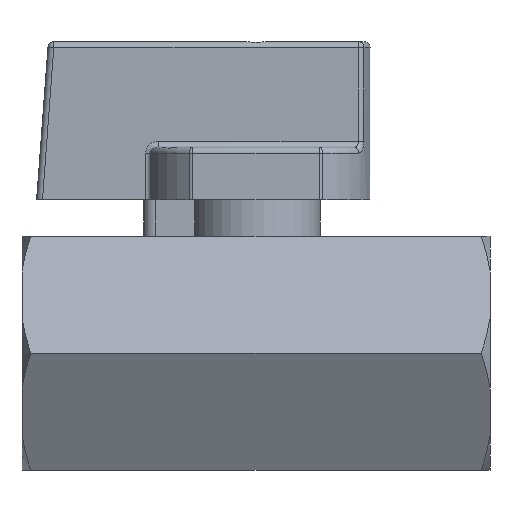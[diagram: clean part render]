
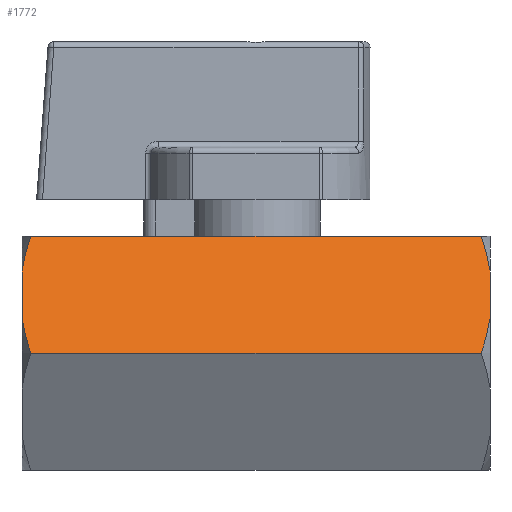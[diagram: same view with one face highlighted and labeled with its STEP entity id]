
A CAD part, left-side view. The second image highlights one B-rep face of the part: STEP entity #1772.
In plain terms, the highlighted planar face has unit normal (-0.866, 0, 0.5).
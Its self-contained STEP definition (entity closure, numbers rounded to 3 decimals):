
#58=B_SPLINE_CURVE_WITH_KNOTS('',3,(#2908,#2909,#2910,#2911),
 .UNSPECIFIED.,.F.,.F.,(4,4),(0.009,0.012),
 .UNSPECIFIED.);
#59=B_SPLINE_CURVE_WITH_KNOTS('',3,(#2913,#2914,#2915,#2916),
 .UNSPECIFIED.,.F.,.F.,(4,4),(0.017,0.02),
 .UNSPECIFIED.);
#69=B_SPLINE_CURVE_WITH_KNOTS('',3,(#2987,#2988,#2989,#2990),
 .UNSPECIFIED.,.F.,.F.,(4,4),(0.017,0.02),
 .UNSPECIFIED.);
#70=B_SPLINE_CURVE_WITH_KNOTS('',3,(#2994,#2995,#2996,#2997),
 .UNSPECIFIED.,.F.,.F.,(4,4),(0.009,0.012),
 .UNSPECIFIED.);
#120=LINE('',#2867,#191);
#130=LINE('',#2971,#201);
#132=LINE('',#2985,#203);
#133=LINE('',#2992,#204);
#191=VECTOR('',#2313,1000.);
#201=VECTOR('',#2353,1000.);
#203=VECTOR('',#2357,1000.);
#204=VECTOR('',#2358,1000.);
#270=PLANE('',#1960);
#581=ORIENTED_EDGE('',*,*,#855,.T.);
#582=ORIENTED_EDGE('',*,*,#834,.F.);
#583=ORIENTED_EDGE('',*,*,#820,.F.);
#584=ORIENTED_EDGE('',*,*,#833,.F.);
#585=ORIENTED_EDGE('',*,*,#851,.F.);
#586=ORIENTED_EDGE('',*,*,#856,.F.);
#587=ORIENTED_EDGE('',*,*,#857,.F.);
#588=ORIENTED_EDGE('',*,*,#858,.F.);
#820=EDGE_CURVE('',#975,#976,#120,.T.);
#833=EDGE_CURVE('',#985,#975,#58,.T.);
#834=EDGE_CURVE('',#976,#986,#59,.T.);
#851=EDGE_CURVE('',#999,#985,#130,.T.);
#855=EDGE_CURVE('',#1002,#986,#132,.T.);
#856=EDGE_CURVE('',#1003,#999,#69,.T.);
#857=EDGE_CURVE('',#1004,#1003,#133,.T.);
#858=EDGE_CURVE('',#1002,#1004,#70,.T.);
#975=VERTEX_POINT('',#2866);
#976=VERTEX_POINT('',#2868);
#985=VERTEX_POINT('',#2907);
#986=VERTEX_POINT('',#2917);
#999=VERTEX_POINT('',#2972);
#1002=VERTEX_POINT('',#2986);
#1003=VERTEX_POINT('',#2991);
#1004=VERTEX_POINT('',#2993);
#1205=EDGE_LOOP('',(#581,#582,#583,#584,#585,#586,#587,#588));
#1323=FACE_BOUND('',#1205,.T.);
#1772=ADVANCED_FACE('',(#1323),#270,.T.);
#1960=AXIS2_PLACEMENT_3D('',#2984,#2355,#2356);
#2313=DIRECTION('',(-0.5,0.,-0.866));
#2353=DIRECTION('',(0.,-1.,0.));
#2355=DIRECTION('',(-0.866,0.,0.5));
#2356=DIRECTION('',(0.5,0.,0.866));
#2357=DIRECTION('',(0.,-1.,0.));
#2358=DIRECTION('',(0.5,0.,0.866));
#2866=CARTESIAN_POINT('',(-7.495,-20.,7.018));
#2867=CARTESIAN_POINT('',(-5.774,-20.,10.));
#2868=CARTESIAN_POINT('',(-9.825,-20.,2.982));
#2907=CARTESIAN_POINT('',(-5.774,-19.262,10.));
#2908=CARTESIAN_POINT('',(-5.774,-19.262,10.));
#2909=CARTESIAN_POINT('',(-6.339,-19.588,9.021));
#2910=CARTESIAN_POINT('',(-6.917,-19.848,8.02));
#2911=CARTESIAN_POINT('',(-7.495,-20.,7.018));
#2913=CARTESIAN_POINT('',(-9.825,-20.,2.982));
#2914=CARTESIAN_POINT('',(-10.413,-19.846,1.964));
#2915=CARTESIAN_POINT('',(-10.985,-19.586,0.974));
#2916=CARTESIAN_POINT('',(-11.547,-19.262,0.));
#2917=CARTESIAN_POINT('',(-11.547,-19.262,0.));
#2971=CARTESIAN_POINT('',(-5.774,33.56,10.));
#2972=CARTESIAN_POINT('',(-5.774,19.262,10.));
#2984=CARTESIAN_POINT('',(-5.774,33.56,10.));
#2985=CARTESIAN_POINT('',(-11.547,33.56,0.));
#2986=CARTESIAN_POINT('',(-11.547,19.262,0.));
#2987=CARTESIAN_POINT('',(-7.495,20.,7.018));
#2988=CARTESIAN_POINT('',(-6.907,19.846,8.036));
#2989=CARTESIAN_POINT('',(-6.336,19.586,9.026));
#2990=CARTESIAN_POINT('',(-5.774,19.262,10.));
#2991=CARTESIAN_POINT('',(-7.495,20.,7.018));
#2992=CARTESIAN_POINT('',(-8.66,20.,5.));
#2993=CARTESIAN_POINT('',(-9.825,20.,2.982));
#2994=CARTESIAN_POINT('',(-11.547,19.262,0.));
#2995=CARTESIAN_POINT('',(-10.982,19.588,0.979));
#2996=CARTESIAN_POINT('',(-10.404,19.848,1.98));
#2997=CARTESIAN_POINT('',(-9.825,20.,2.982));
